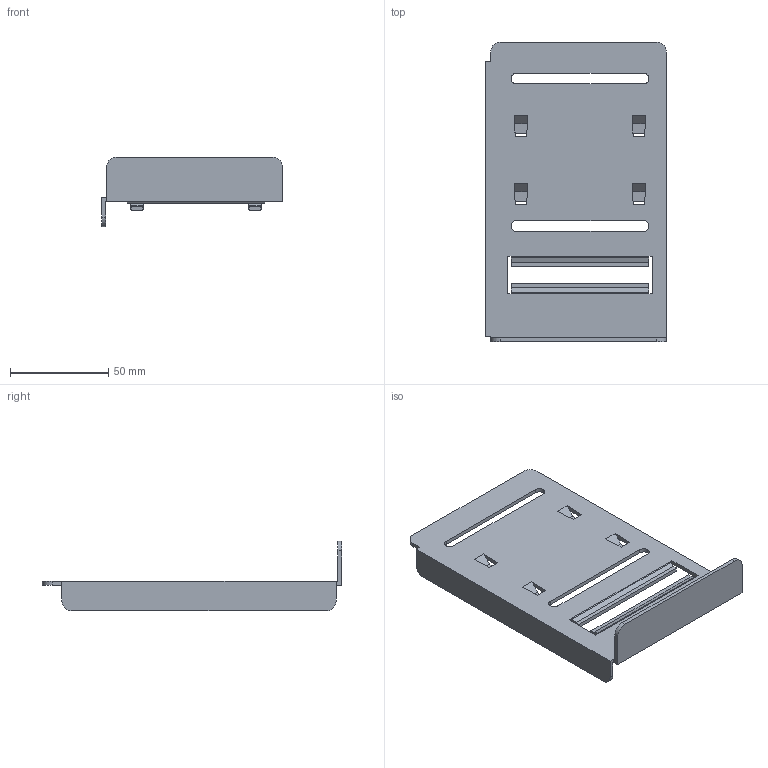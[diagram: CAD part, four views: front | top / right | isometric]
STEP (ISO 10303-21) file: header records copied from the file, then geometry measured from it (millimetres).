
FILE_DESCRIPTION((''),'2;1');
FILE_NAME('6279812_ORG','2014-08-25T',('AndreasKeweloh'),(''),'PRO/ENGINEER BY PARAMETRIC TECHNOLOGY CORPORATION, 2014000','PRO/ENGINEER BY PARAMETRIC TECHNOLOGY CORPORATION, 2014000','');
FILE_SCHEMA(('CONFIG_CONTROL_DESIGN'));
Length unit declared in the file: millimetre
Products named in the file (1): 6279812_ORG
Bounding box: 92 x 152.4 x 35.5 mm (x, y, z)
Volume: 32424.6 mm3; surface area: 34922.9 mm2
Topology: 1 solids, 1 shells, 120 faces, 330 edges, 212 vertices
Faces by surface type: plane 86, cylinder 18, bspline 16
Entity records: 4216 total; most frequent: CARTESIAN_POINT 1242, ORIENTED_EDGE 660, DIRECTION 510, EDGE_CURVE 330, VECTOR 246, LINE 246, VERTEX_POINT 212, EDGE_LOOP 134
